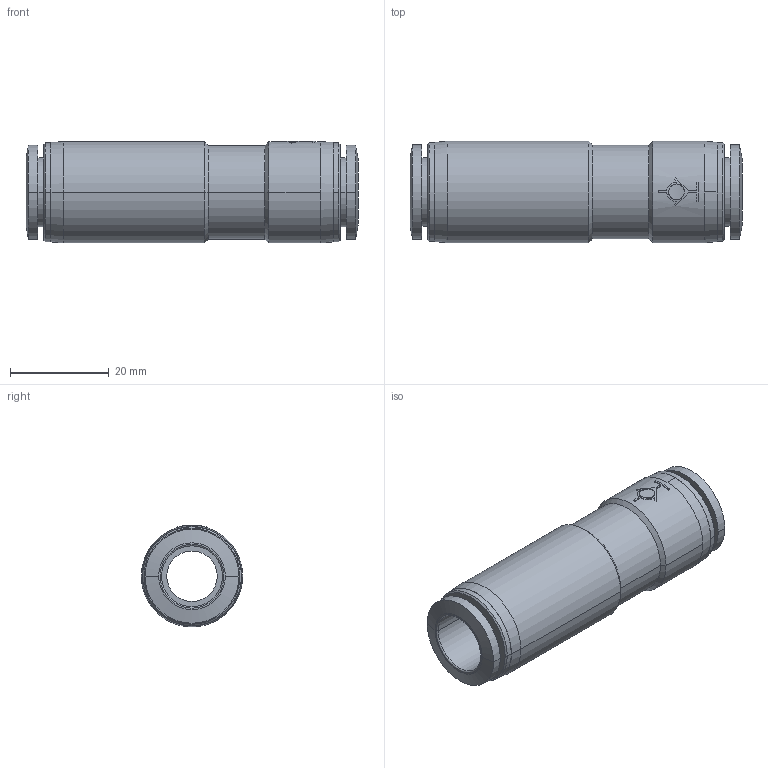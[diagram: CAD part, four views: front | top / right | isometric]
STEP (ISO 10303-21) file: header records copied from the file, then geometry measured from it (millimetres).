
FILE_DESCRIPTION (( 'STEP AP214' ), '1' );
FILE_NAME ('SVU12M.step', '2016-02-24T20:47:38', ( '' ), ( '' ), 'SwSTEP 2.0', 'SolidWorks 2015', '' );
FILE_SCHEMA (( 'AUTOMOTIVE_DESIGN' ));
Length unit declared in the file: inch
Products named in the file (1): SVU12M
Bounding box: 67.1 x 20.5 x 20.6 mm (x, y, z)
Volume: 13559.9 mm3; surface area: 7589.8 mm2
Topology: 1 solids, 1 shells, 76 faces, 176 edges, 112 vertices
Faces by surface type: cylinder 30, plane 26, cone 16, torus 4
Entity records: 3352 total; most frequent: CARTESIAN_POINT 561, DIRECTION 394, ORIENTED_EDGE 352, EDGE_CURVE 176, AXIS2_PLACEMENT_3D 161, VERTEX_POINT 112, EDGE_LOOP 88, CIRCLE 84
